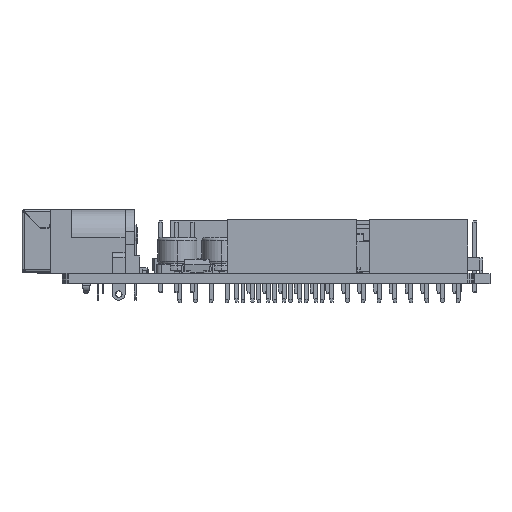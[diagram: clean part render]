
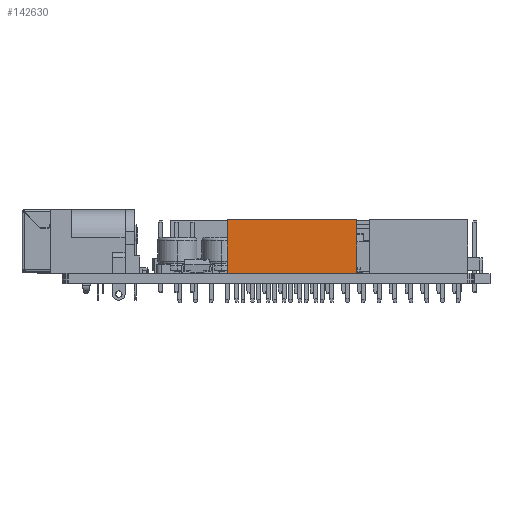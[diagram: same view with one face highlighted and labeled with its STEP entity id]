
A CAD part, top view. The second image highlights one B-rep face of the part: STEP entity #142630.
In plain terms, the highlighted planar face has unit normal (0, 0, 1).
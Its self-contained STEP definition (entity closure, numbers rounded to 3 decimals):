
#1208 = EDGE_CURVE ( 'NONE', #143198, #155593, #81681, .T. ) ;
#11292 = VECTOR ( 'NONE', #69202, 1000. ) ;
#12792 = CARTESIAN_POINT ( 'NONE',  ( -7.87, 10.24, 25.38 ) ) ;
#29651 = DIRECTION ( 'NONE',  ( 0., 0., -1. ) ) ;
#34647 = CARTESIAN_POINT ( 'NONE',  ( -7.87, 1.59, 25.38 ) ) ;
#41481 = CARTESIAN_POINT ( 'NONE',  ( 12.95, 10.24, 25.38 ) ) ;
#46387 = VECTOR ( 'NONE', #178952, 1000. ) ;
#49059 = EDGE_LOOP ( 'NONE', ( #163822, #124369, #80846, #176386 ) ) ;
#69202 = DIRECTION ( 'NONE',  ( 0., -1., 0. ) ) ;
#72165 = CARTESIAN_POINT ( 'NONE',  ( -7.87, 10.24, 25.38 ) ) ;
#77088 = FACE_OUTER_BOUND ( 'NONE', #49059, .T. ) ;
#77298 = VECTOR ( 'NONE', #151526, 1000. ) ;
#80846 = ORIENTED_EDGE ( 'NONE', *, *, #204710, .F. ) ;
#81681 = LINE ( 'NONE', #182623, #11292 ) ;
#89517 = VERTEX_POINT ( 'NONE', #184502 ) ;
#91644 = PLANE ( 'NONE',  #161163 ) ;
#94306 = LINE ( 'NONE', #34647, #46387 ) ;
#100018 = VECTOR ( 'NONE', #198953, 1000. ) ;
#105108 = CARTESIAN_POINT ( 'NONE',  ( 12.95, 10.24, 25.38 ) ) ;
#124369 = ORIENTED_EDGE ( 'NONE', *, *, #165606, .F. ) ;
#142630 = ADVANCED_FACE ( 'NONE', ( #77088 ), #91644, .F. ) ;
#143198 = VERTEX_POINT ( 'NONE', #191978 ) ;
#147831 = VERTEX_POINT ( 'NONE', #41481 ) ;
#151526 = DIRECTION ( 'NONE',  ( 0., -1., 0. ) ) ;
#155593 = VERTEX_POINT ( 'NONE', #191282 ) ;
#161163 = AXIS2_PLACEMENT_3D ( 'NONE', #12792, #29651, #173987 ) ;
#163822 = ORIENTED_EDGE ( 'NONE', *, *, #181485, .T. ) ;
#165606 = EDGE_CURVE ( 'NONE', #147831, #89517, #208186, .T. ) ;
#173987 = DIRECTION ( 'NONE',  ( 0., 1., 0. ) ) ;
#176386 = ORIENTED_EDGE ( 'NONE', *, *, #1208, .T. ) ;
#178952 = DIRECTION ( 'NONE',  ( 1., 0., 0. ) ) ;
#181485 = EDGE_CURVE ( 'NONE', #155593, #89517, #94306, .T. ) ;
#182623 = CARTESIAN_POINT ( 'NONE',  ( -7.87, 10.24, 25.38 ) ) ;
#184502 = CARTESIAN_POINT ( 'NONE',  ( 12.95, 1.59, 25.38 ) ) ;
#185658 = LINE ( 'NONE', #72165, #100018 ) ;
#191282 = CARTESIAN_POINT ( 'NONE',  ( -7.87, 1.59, 25.38 ) ) ;
#191978 = CARTESIAN_POINT ( 'NONE',  ( -7.87, 10.24, 25.38 ) ) ;
#198953 = DIRECTION ( 'NONE',  ( 1., 0., 0. ) ) ;
#204710 = EDGE_CURVE ( 'NONE', #143198, #147831, #185658, .T. ) ;
#208186 = LINE ( 'NONE', #105108, #77298 ) ;
